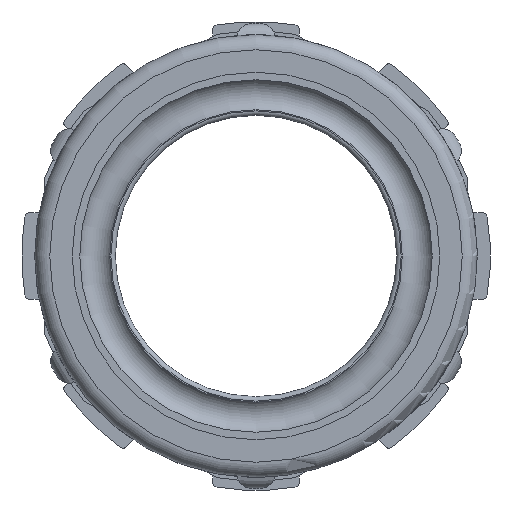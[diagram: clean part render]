
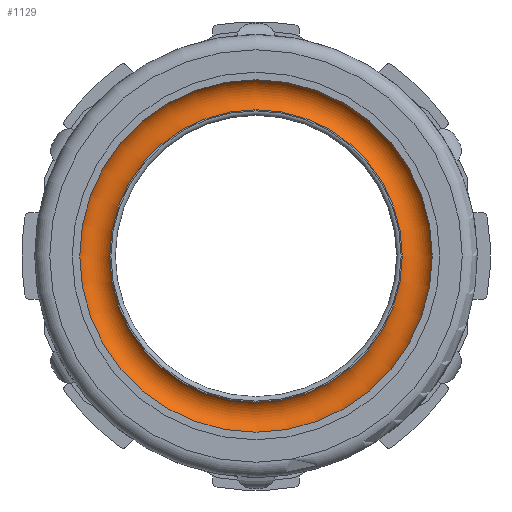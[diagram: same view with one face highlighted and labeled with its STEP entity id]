
A CAD part, front view. The second image highlights one B-rep face of the part: STEP entity #1129.
In plain terms, the highlighted toroidal (fillet/blend) face has major radius 21.4 mm and minor radius 2.4 mm.
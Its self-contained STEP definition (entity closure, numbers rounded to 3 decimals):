
#1129=ADVANCED_FACE('',(#2113,#2115),#2117,.F.);
#2113=FACE_BOUND('',#2114,.T.);
#2114=EDGE_LOOP('',(#2811,#2812));
#2115=FACE_BOUND('',#2116,.T.);
#2116=EDGE_LOOP('',(#2813,#2814));
#2117=TOROIDAL_SURFACE('',#2118,21.4,2.4);
#2118=AXIS2_PLACEMENT_3D('',#2119,#2120,#2121);
#2119=CARTESIAN_POINT('',(0.,-7.549,0.));
#2120=DIRECTION('',(0.,1.,0.));
#2121=DIRECTION('',(0.,0.,1.));
#2811=ORIENTED_EDGE('',*,*,#3146,.F.);
#2812=ORIENTED_EDGE('',*,*,#3145,.F.);
#2813=ORIENTED_EDGE('',*,*,#3147,.T.);
#2814=ORIENTED_EDGE('',*,*,#3148,.T.);
#3145=EDGE_CURVE('',#3657,#3658,#3659,.T.);
#3146=EDGE_CURVE('',#3658,#3657,#3660,.T.);
#3147=EDGE_CURVE('',#3661,#3662,#3663,.T.);
#3148=EDGE_CURVE('',#3662,#3661,#3664,.T.);
#3657=VERTEX_POINT('',#5055);
#3658=VERTEX_POINT('',#5056);
#3659=CIRCLE('',#5057,23.8);
#3660=CIRCLE('',#5061,23.8);
#3661=VERTEX_POINT('',#5065);
#3662=VERTEX_POINT('',#5066);
#3663=CIRCLE('',#5067,19.);
#3664=CIRCLE('',#5071,19.);
#5055=CARTESIAN_POINT('',(0.,-7.549,23.8));
#5056=CARTESIAN_POINT('',(0.,-7.549,-23.8));
#5057=AXIS2_PLACEMENT_3D('',#5058,#5059,#5060);
#5058=CARTESIAN_POINT('',(0.,-7.549,0.));
#5059=DIRECTION('',(0.,1.,0.));
#5060=DIRECTION('',(0.,0.,1.));
#5061=AXIS2_PLACEMENT_3D('',#5062,#5063,#5064);
#5062=CARTESIAN_POINT('',(0.,-7.549,0.));
#5063=DIRECTION('',(0.,1.,0.));
#5064=DIRECTION('',(0.,0.,-1.));
#5065=CARTESIAN_POINT('',(0.,-7.549,19.));
#5066=CARTESIAN_POINT('',(0.,-7.549,-19.));
#5067=AXIS2_PLACEMENT_3D('',#5068,#5069,#5070);
#5068=CARTESIAN_POINT('',(0.,-7.549,0.));
#5069=DIRECTION('',(0.,1.,0.));
#5070=DIRECTION('',(0.,0.,1.));
#5071=AXIS2_PLACEMENT_3D('',#5072,#5073,#5074);
#5072=CARTESIAN_POINT('',(0.,-7.549,0.));
#5073=DIRECTION('',(0.,1.,0.));
#5074=DIRECTION('',(0.,0.,-1.));
